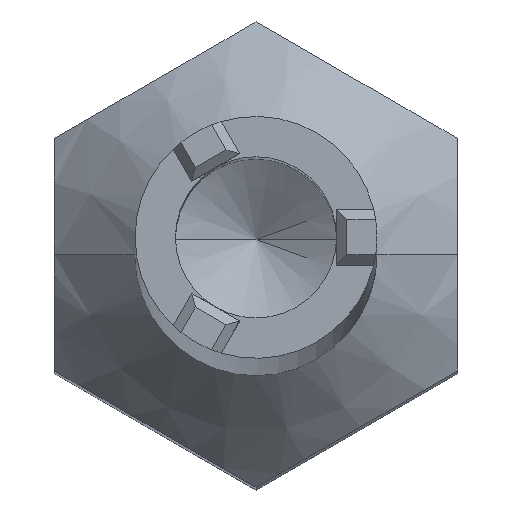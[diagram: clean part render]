
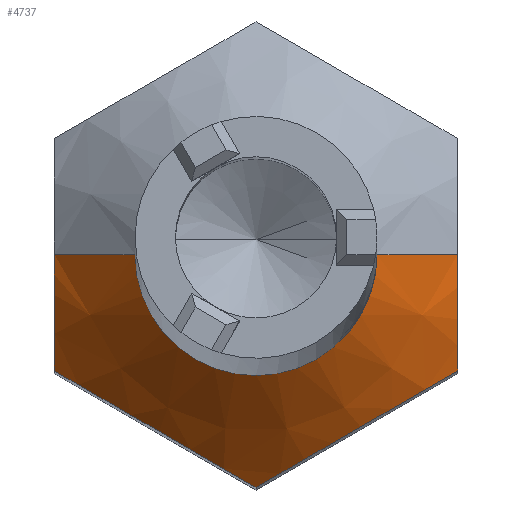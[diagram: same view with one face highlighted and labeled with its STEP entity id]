
A CAD part, top view. The second image highlights one B-rep face of the part: STEP entity #4737.
In plain terms, the highlighted conical face has half-angle 45 degrees and reference radius 3 mm.
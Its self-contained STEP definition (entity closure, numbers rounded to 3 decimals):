
#187 = CARTESIAN_POINT ( 'NONE',  ( 0., -2.309, 0.001 ) ) ;
#237 = CARTESIAN_POINT ( 'NONE',  ( 1.2, 0., 1.11 ) ) ;
#401 = DIRECTION ( 'NONE',  ( -0.707, 0., -0.707 ) ) ;
#496 = ORIENTED_EDGE ( 'NONE', *, *, #530, .F. ) ;
#517 = CARTESIAN_POINT ( 'NONE',  ( 1.436, -1.481, 0.25 ) ) ;
#530 = EDGE_CURVE ( 'NONE', #11181, #8892, #8459, .T. ) ;
#720 = VECTOR ( 'NONE', #3194, 1000. ) ;
#981 = CARTESIAN_POINT ( 'NONE',  ( 2., -0.499, 0.251 ) ) ;
#1051 = CARTESIAN_POINT ( 'NONE',  ( 2., 0., 0.31 ) ) ;
#1059 = CARTESIAN_POINT ( 'NONE',  ( 2., -1.155, 0.001 ) ) ;
#1179 = VERTEX_POINT ( 'NONE', #9455 ) ;
#1198 = B_SPLINE_CURVE_WITH_KNOTS ( 'NONE', 3,
 ( #187, #11133, #3026, #3998, #5806, #7498, #11194, #3939, #8565, #3818, #6653, #10417 ),
 .UNSPECIFIED., .F., .F.,
 ( 4, 2, 2, 2, 2, 4 ),
 ( 0., 0.001, 0.001, 0.001, 0.002, 0.002 ),
 .UNSPECIFIED. ) ;
#1653 = CARTESIAN_POINT ( 'NONE',  ( 0.829, -1.831, 0.31 ) ) ;
#1709 = CARTESIAN_POINT ( 'NONE',  ( 2., -0.402, 0.272 ) ) ;
#2488 = CARTESIAN_POINT ( 'NONE',  ( 0., -2.309, 0.001 ) ) ;
#2510 = CARTESIAN_POINT ( 'NONE',  ( 1.18, -1.628, 0.302 ) ) ;
#2668 = DIRECTION ( 'NONE',  ( 1., 0., 0. ) ) ;
#2688 = CARTESIAN_POINT ( 'NONE',  ( 2., -0.203, 0.302 ) ) ;
#2798 = CARTESIAN_POINT ( 'NONE',  ( 2., -0.101, 0.31 ) ) ;
#2909 = B_SPLINE_CURVE_WITH_KNOTS ( 'NONE', 3,
 ( #8773, #6973, #7097, #517, #10745, #2510, #6191, #1653, #4208, #6373, #6486, #11092 ),
 .UNSPECIFIED., .F., .F.,
 ( 4, 2, 2, 2, 2, 4 ),
 ( 0., 0.001, 0.001, 0.001, 0.002, 0.002 ),
 .UNSPECIFIED. ) ;
#3026 = CARTESIAN_POINT ( 'NONE',  ( -0.316, -2.127, 0.168 ) ) ;
#3069 = DIRECTION ( 'NONE',  ( -1., 0., 0. ) ) ;
#3149 = CONICAL_SURFACE ( 'NONE', #4704, 3., 0.785 ) ;
#3194 = DIRECTION ( 'NONE',  ( 0.707, 0., -0.707 ) ) ;
#3594 = VERTEX_POINT ( 'NONE', #2488 ) ;
#3607 = ORIENTED_EDGE ( 'NONE', *, *, #8762, .F. ) ;
#3636 = CARTESIAN_POINT ( 'NONE',  ( 0., 0., 1.11 ) ) ;
#3818 = CARTESIAN_POINT ( 'NONE',  ( -1.681, -1.339, 0.169 ) ) ;
#3939 = CARTESIAN_POINT ( 'NONE',  ( -1.171, -1.633, 0.31 ) ) ;
#3998 = CARTESIAN_POINT ( 'NONE',  ( -0.564, -1.984, 0.25 ) ) ;
#4075 = EDGE_CURVE ( 'NONE', #11807, #10796, #6017, .T. ) ;
#4102 = CARTESIAN_POINT ( 'NONE',  ( 3., 0., -0.69 ) ) ;
#4208 = CARTESIAN_POINT ( 'NONE',  ( 0.657, -1.93, 0.28 ) ) ;
#4275 = CARTESIAN_POINT ( 'NONE',  ( -2., -0.499, 0.251 ) ) ;
#4303 = B_SPLINE_CURVE_WITH_KNOTS ( 'NONE', 3,
 ( #5055, #8778, #7041, #4275, #7939, #11579, #10693, #7102 ),
 .UNSPECIFIED., .F., .F.,
 ( 4, 2, 2, 4 ),
 ( 0.002, 0.003, 0.003, 0.003 ),
 .UNSPECIFIED. ) ;
#4488 = ORIENTED_EDGE ( 'NONE', *, *, #5974, .F. ) ;
#4704 = AXIS2_PLACEMENT_3D ( 'NONE', #11237, #5010, #3069 ) ;
#4737 = ADVANCED_FACE ( 'NONE', ( #6752 ), #3149, .T. ) ;
#5010 = DIRECTION ( 'NONE',  ( 0., 0., -1. ) ) ;
#5055 = CARTESIAN_POINT ( 'NONE',  ( -2., -1.155, 0.001 ) ) ;
#5073 = ORIENTED_EDGE ( 'NONE', *, *, #5484, .F. ) ;
#5484 = EDGE_CURVE ( 'NONE', #3594, #1179, #1198, .T. ) ;
#5806 = CARTESIAN_POINT ( 'NONE',  ( -0.649, -1.935, 0.272 ) ) ;
#5974 = EDGE_CURVE ( 'NONE', #8892, #3594, #2909, .T. ) ;
#6017 = LINE ( 'NONE', #8844, #7754 ) ;
#6191 = CARTESIAN_POINT ( 'NONE',  ( 1.091, -1.68, 0.31 ) ) ;
#6325 = CARTESIAN_POINT ( 'NONE',  ( -1.2, 0., 1.11 ) ) ;
#6368 = CARTESIAN_POINT ( 'NONE',  ( 2., 0., 0.31 ) ) ;
#6373 = CARTESIAN_POINT ( 'NONE',  ( 0.319, -2.125, 0.169 ) ) ;
#6436 = CIRCLE ( 'NONE', #7973, 1.2 ) ;
#6486 = CARTESIAN_POINT ( 'NONE',  ( 0.157, -2.219, 0.091 ) ) ;
#6653 = CARTESIAN_POINT ( 'NONE',  ( -1.843, -1.245, 0.091 ) ) ;
#6663 = EDGE_CURVE ( 'NONE', #11807, #11582, #6436, .T. ) ;
#6752 = FACE_OUTER_BOUND ( 'NONE', #10065, .T. ) ;
#6973 = CARTESIAN_POINT ( 'NONE',  ( 1.844, -1.245, 0.091 ) ) ;
#7041 = CARTESIAN_POINT ( 'NONE',  ( -2., -0.787, 0.169 ) ) ;
#7097 = CARTESIAN_POINT ( 'NONE',  ( 1.684, -1.337, 0.168 ) ) ;
#7102 = CARTESIAN_POINT ( 'NONE',  ( -2., 0., 0.31 ) ) ;
#7498 = CARTESIAN_POINT ( 'NONE',  ( -0.82, -1.836, 0.302 ) ) ;
#7673 = EDGE_CURVE ( 'NONE', #11582, #11181, #8672, .T. ) ;
#7712 = CARTESIAN_POINT ( 'NONE',  ( -2., 0., 0.31 ) ) ;
#7754 = VECTOR ( 'NONE', #401, 1000. ) ;
#7939 = CARTESIAN_POINT ( 'NONE',  ( -2., -0.402, 0.272 ) ) ;
#7973 = AXIS2_PLACEMENT_3D ( 'NONE', #3636, #9162, #2668 ) ;
#8124 = ORIENTED_EDGE ( 'NONE', *, *, #4075, .T. ) ;
#8459 = B_SPLINE_CURVE_WITH_KNOTS ( 'NONE', 3,
 ( #6368, #2798, #2688, #1709, #981, #10024, #10976, #10140 ),
 .UNSPECIFIED., .F., .F.,
 ( 4, 2, 2, 4 ),
 ( 0.002, 0.003, 0.003, 0.004 ),
 .UNSPECIFIED. ) ;
#8565 = CARTESIAN_POINT ( 'NONE',  ( -1.343, -1.534, 0.28 ) ) ;
#8672 = LINE ( 'NONE', #4102, #720 ) ;
#8762 = EDGE_CURVE ( 'NONE', #1179, #10796, #4303, .T. ) ;
#8773 = CARTESIAN_POINT ( 'NONE',  ( 2., -1.155, 0.001 ) ) ;
#8778 = CARTESIAN_POINT ( 'NONE',  ( -2., -0.975, 0.091 ) ) ;
#8844 = CARTESIAN_POINT ( 'NONE',  ( -3., 0., -0.69 ) ) ;
#8845 = ORIENTED_EDGE ( 'NONE', *, *, #7673, .F. ) ;
#8892 = VERTEX_POINT ( 'NONE', #1059 ) ;
#8992 = ORIENTED_EDGE ( 'NONE', *, *, #6663, .F. ) ;
#9162 = DIRECTION ( 'NONE',  ( 0., 0., 1. ) ) ;
#9455 = CARTESIAN_POINT ( 'NONE',  ( -2., -1.155, 0.001 ) ) ;
#10024 = CARTESIAN_POINT ( 'NONE',  ( 2., -0.787, 0.169 ) ) ;
#10065 = EDGE_LOOP ( 'NONE', ( #8845, #8992, #8124, #3607, #5073, #4488, #496 ) ) ;
#10140 = CARTESIAN_POINT ( 'NONE',  ( 2., -1.155, 0.001 ) ) ;
#10417 = CARTESIAN_POINT ( 'NONE',  ( -2., -1.155, 0.001 ) ) ;
#10693 = CARTESIAN_POINT ( 'NONE',  ( -2., -0.101, 0.31 ) ) ;
#10745 = CARTESIAN_POINT ( 'NONE',  ( 1.351, -1.529, 0.272 ) ) ;
#10796 = VERTEX_POINT ( 'NONE', #7712 ) ;
#10976 = CARTESIAN_POINT ( 'NONE',  ( 2., -0.975, 0.091 ) ) ;
#11092 = CARTESIAN_POINT ( 'NONE',  ( 0., -2.309, 0.001 ) ) ;
#11133 = CARTESIAN_POINT ( 'NONE',  ( -0.156, -2.219, 0.091 ) ) ;
#11181 = VERTEX_POINT ( 'NONE', #1051 ) ;
#11194 = CARTESIAN_POINT ( 'NONE',  ( -0.909, -1.785, 0.31 ) ) ;
#11237 = CARTESIAN_POINT ( 'NONE',  ( 0., 0., -0.69 ) ) ;
#11579 = CARTESIAN_POINT ( 'NONE',  ( -2., -0.203, 0.302 ) ) ;
#11582 = VERTEX_POINT ( 'NONE', #237 ) ;
#11807 = VERTEX_POINT ( 'NONE', #6325 ) ;
